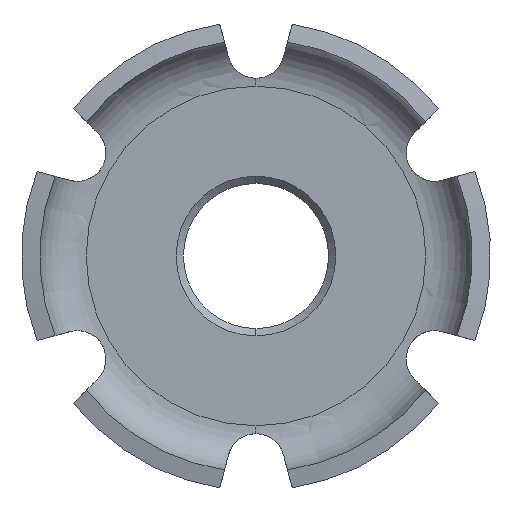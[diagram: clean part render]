
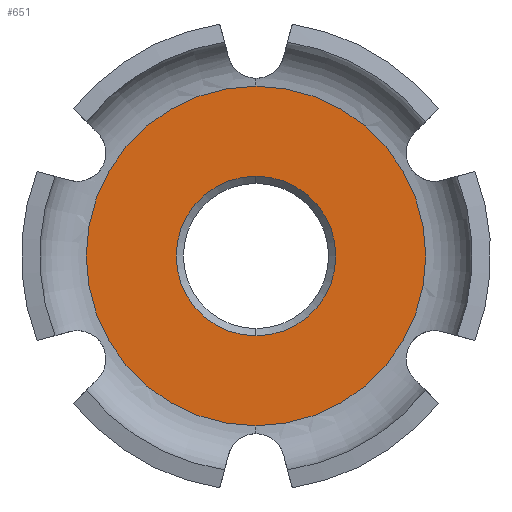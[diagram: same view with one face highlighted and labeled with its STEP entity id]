
A CAD part, front view. The second image highlights one B-rep face of the part: STEP entity #651.
In plain terms, the highlighted planar face has unit normal (0, -1, 0).
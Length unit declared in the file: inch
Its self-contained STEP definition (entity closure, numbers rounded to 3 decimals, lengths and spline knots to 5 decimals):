
#10 = DIRECTION ( 'NONE',  ( -1., 0., 0. ) ) ;
#184 = ORIENTED_EDGE ( 'NONE', *, *, #2094, .F. ) ;
#202 = ORIENTED_EDGE ( 'NONE', *, *, #2856, .F. ) ;
#311 = VERTEX_POINT ( 'NONE', #853 ) ;
#612 = CARTESIAN_POINT ( 'NONE',  ( 0., -0.19685, 0.1105 ) ) ;
#651 = ADVANCED_FACE ( 'NONE', ( #1796, #2810 ), #883, .F. ) ;
#655 = ORIENTED_EDGE ( 'NONE', *, *, #1444, .T. ) ;
#716 = DIRECTION ( 'NONE',  ( 0., 1., 0. ) ) ;
#727 = CARTESIAN_POINT ( 'NONE',  ( 0.235, -0.19685, 0. ) ) ;
#794 = DIRECTION ( 'NONE',  ( 0., 1., 0. ) ) ;
#820 = AXIS2_PLACEMENT_3D ( 'NONE', #2185, #794, #2674 ) ;
#826 = CARTESIAN_POINT ( 'NONE',  ( 0.235, -0.19685, 0. ) ) ;
#853 = CARTESIAN_POINT ( 'NONE',  ( -0.235, -0.19685, 0. ) ) ;
#883 = PLANE ( 'NONE',  #2882 ) ;
#946 = DIRECTION ( 'NONE',  ( 0., 1., 0. ) ) ;
#985 = CARTESIAN_POINT ( 'NONE',  ( 0., -0.19685, 0. ) ) ;
#1173 = DIRECTION ( 'NONE',  ( 0., 1., 0. ) ) ;
#1185 = DIRECTION ( 'NONE',  ( -1., 0., 0. ) ) ;
#1206 = DIRECTION ( 'NONE',  ( 0., 1., 0. ) ) ;
#1247 = CARTESIAN_POINT ( 'NONE',  ( 0., -0.19685, 0. ) ) ;
#1259 = VERTEX_POINT ( 'NONE', #612 ) ;
#1393 = CARTESIAN_POINT ( 'NONE',  ( 0., -0.19685, -0.1105 ) ) ;
#1402 = CIRCLE ( 'NONE', #1408, 0.1105 ) ;
#1408 = AXIS2_PLACEMENT_3D ( 'NONE', #2987, #946, #1185 ) ;
#1425 = DIRECTION ( 'NONE',  ( -1., 0., 0. ) ) ;
#1444 = EDGE_CURVE ( 'NONE', #2733, #1259, #1402, .T. ) ;
#1649 = EDGE_LOOP ( 'NONE', ( #202, #184 ) ) ;
#1661 = CIRCLE ( 'NONE', #820, 0.235 ) ;
#1704 = AXIS2_PLACEMENT_3D ( 'NONE', #985, #1173, #10 ) ;
#1733 = EDGE_LOOP ( 'NONE', ( #655, #2960 ) ) ;
#1796 = FACE_BOUND ( 'NONE', #1733, .T. ) ;
#1952 = VERTEX_POINT ( 'NONE', #826 ) ;
#2094 = EDGE_CURVE ( 'NONE', #1952, #311, #2414, .T. ) ;
#2173 = DIRECTION ( 'NONE',  ( -1., 0., 0. ) ) ;
#2185 = CARTESIAN_POINT ( 'NONE',  ( 0., -0.19685, 0. ) ) ;
#2414 = CIRCLE ( 'NONE', #1704, 0.235 ) ;
#2528 = EDGE_CURVE ( 'NONE', #1259, #2733, #2717, .T. ) ;
#2661 = AXIS2_PLACEMENT_3D ( 'NONE', #1247, #716, #2173 ) ;
#2674 = DIRECTION ( 'NONE',  ( -1., 0., 0. ) ) ;
#2717 = CIRCLE ( 'NONE', #2661, 0.1105 ) ;
#2733 = VERTEX_POINT ( 'NONE', #1393 ) ;
#2810 = FACE_OUTER_BOUND ( 'NONE', #1649, .T. ) ;
#2856 = EDGE_CURVE ( 'NONE', #311, #1952, #1661, .T. ) ;
#2882 = AXIS2_PLACEMENT_3D ( 'NONE', #727, #1206, #1425 ) ;
#2960 = ORIENTED_EDGE ( 'NONE', *, *, #2528, .T. ) ;
#2987 = CARTESIAN_POINT ( 'NONE',  ( 0., -0.19685, 0. ) ) ;
